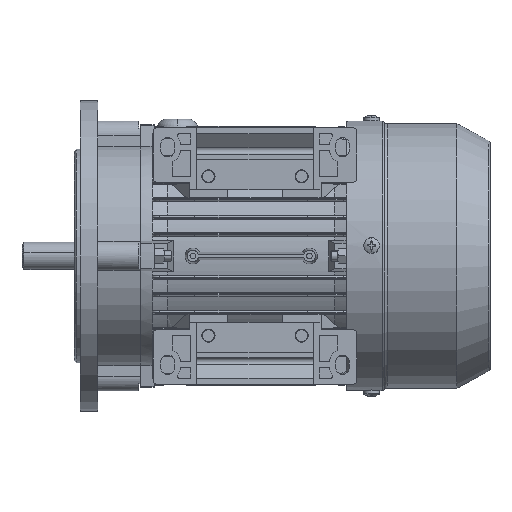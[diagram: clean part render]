
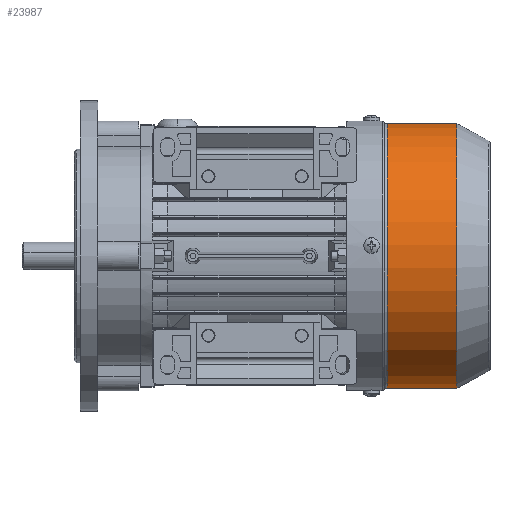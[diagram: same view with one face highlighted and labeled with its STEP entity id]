
A CAD part, front view. The second image highlights one B-rep face of the part: STEP entity #23987.
In plain terms, the highlighted cylindrical face has radius 68.3 mm (diameter 136.6 mm), a partial arc.
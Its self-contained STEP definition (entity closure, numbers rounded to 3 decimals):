
#14171 = CARTESIAN_POINT ( 'NONE',  ( 20.992, 0., -68.3 ) ) ;
#14308 = CARTESIAN_POINT ( 'NONE',  ( 20.992, 0., 68.3 ) ) ;
#14310 = DIRECTION ( 'NONE',  ( 0., 0., 1. ) ) ;
#14311 = DIRECTION ( 'NONE',  ( -1., 0., 0. ) ) ;
#14312 = CARTESIAN_POINT ( 'NONE',  ( 20.992, 0., 0. ) ) ;
#14314 = AXIS2_PLACEMENT_3D ( 'NONE', #14312, #14311, #14310 ) ;
#14315 = CIRCLE ( 'NONE', #14314, 68.3 ) ;
#14546 = DIRECTION ( 'NONE',  ( -1., 0., 0. ) ) ;
#14548 = VECTOR ( 'NONE', #14546, 1000. ) ;
#14550 = CARTESIAN_POINT ( 'NONE',  ( 0., 0., 68.3 ) ) ;
#14551 = LINE ( 'NONE', #14550, #14548 ) ;
#14568 = DIRECTION ( 'NONE',  ( -1., 0., 0. ) ) ;
#14570 = VECTOR ( 'NONE', #14568, 1000. ) ;
#14572 = CARTESIAN_POINT ( 'NONE',  ( 0., 0., -68.3 ) ) ;
#14573 = LINE ( 'NONE', #14572, #14570 ) ;
#14579 = CARTESIAN_POINT ( 'NONE',  ( 57., 0., -68.3 ) ) ;
#14581 = CARTESIAN_POINT ( 'NONE',  ( 57., 0., 68.3 ) ) ;
#19420 = VERTEX_POINT ( 'NONE', #14171 ) ;
#19424 = EDGE_CURVE ( 'NONE', #19420, #19425, #14315, .T. ) ;
#19425 = VERTEX_POINT ( 'NONE', #14308 ) ;
#19534 = VERTEX_POINT ( 'NONE', #14581 ) ;
#19535 = VERTEX_POINT ( 'NONE', #14579 ) ;
#19537 = EDGE_CURVE ( 'NONE', #19535, #19420, #14573, .T. ) ;
#19546 = EDGE_CURVE ( 'NONE', #19534, #19425, #14551, .T. ) ;
#23944 = ORIENTED_EDGE ( 'NONE', *, *, #23985, .T. ) ;
#23946 = ORIENTED_EDGE ( 'NONE', *, *, #19546, .T. ) ;
#23948 = ORIENTED_EDGE ( 'NONE', *, *, #19424, .F. ) ;
#23985 = EDGE_CURVE ( 'NONE', #19535, #19534, #24823, .T. ) ;
#23987 = ADVANCED_FACE ( 'NONE', ( #24813 ), #24811, .T. ) ;
#23988 = EDGE_LOOP ( 'NONE', ( #23991, #23944, #23946, #23948 ) ) ;
#23991 = ORIENTED_EDGE ( 'NONE', *, *, #19537, .F. ) ;
#24798 = DIRECTION ( 'NONE',  ( 0., 0., 1. ) ) ;
#24800 = DIRECTION ( 'NONE',  ( -1., 0., 0. ) ) ;
#24802 = CARTESIAN_POINT ( 'NONE',  ( 0., 0., 0. ) ) ;
#24803 = AXIS2_PLACEMENT_3D ( 'NONE', #24802, #24800, #24798 ) ;
#24811 = CYLINDRICAL_SURFACE ( 'NONE', #24803, 68.3 ) ;
#24813 = FACE_OUTER_BOUND ( 'NONE', #23988, .T. ) ;
#24815 = DIRECTION ( 'NONE',  ( 0., 0., 1. ) ) ;
#24817 = DIRECTION ( 'NONE',  ( -1., 0., 0. ) ) ;
#24819 = CARTESIAN_POINT ( 'NONE',  ( 57., 0., 0. ) ) ;
#24821 = AXIS2_PLACEMENT_3D ( 'NONE', #24819, #24817, #24815 ) ;
#24823 = CIRCLE ( 'NONE', #24821, 68.3 ) ;
